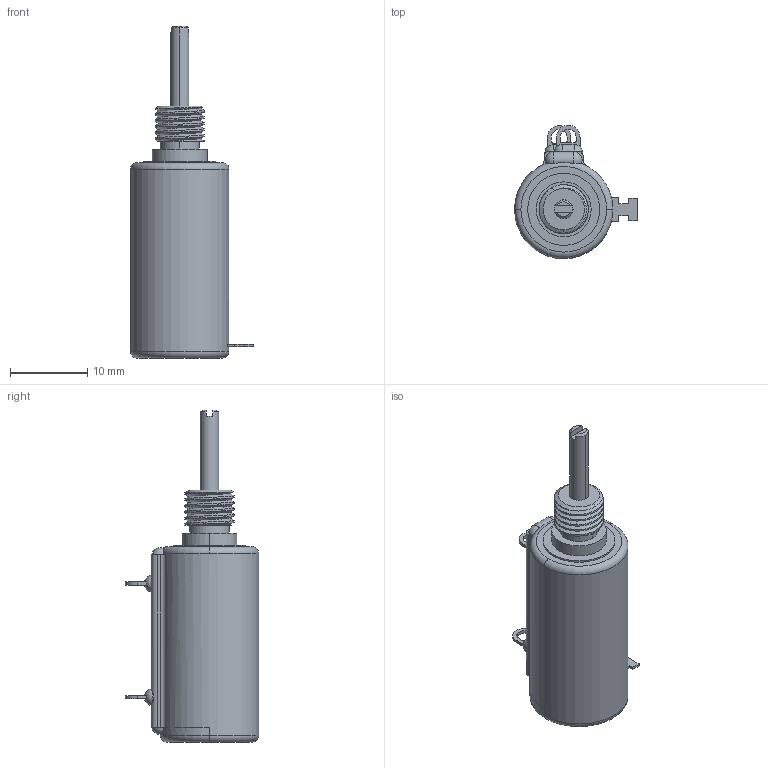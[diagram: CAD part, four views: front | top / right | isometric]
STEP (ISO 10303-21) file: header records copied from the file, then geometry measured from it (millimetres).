
FILE_DESCRIPTION((''),'2;1');
FILE_NAME('3700S-1-XXXL','2014-03-03T',('RICKB'),('Bourns, Inc.'),'PRO/ENGINEER BY PARAMETRIC TECHNOLOGY CORPORATION, 2012230','PRO/ENGINEER BY PARAMETRIC TECHNOLOGY CORPORATION, 2012230','');
FILE_SCHEMA(('CONFIG_CONTROL_DESIGN'));
Length unit declared in the file: inch
Products named in the file (1): 3700S-1-XXXL
Bounding box: 15.88 x 17.22 x 42.9 mm (x, y, z)
Volume: 3615.4 mm3; surface area: 1798.9 mm2
Topology: 1 solids, 31 shells, 267 faces, 592 edges, 389 vertices
Faces by surface type: plane 164, cylinder 75, sphere 8, torus 8, cone 8, bspline 4
Entity records: 9205 total; most frequent: CARTESIAN_POINT 3217, DIRECTION 1251, ORIENTED_EDGE 1176, EDGE_CURVE 588, AXIS2_PLACEMENT_3D 451, VERTEX_POINT 389, VECTOR 349, LINE 349
